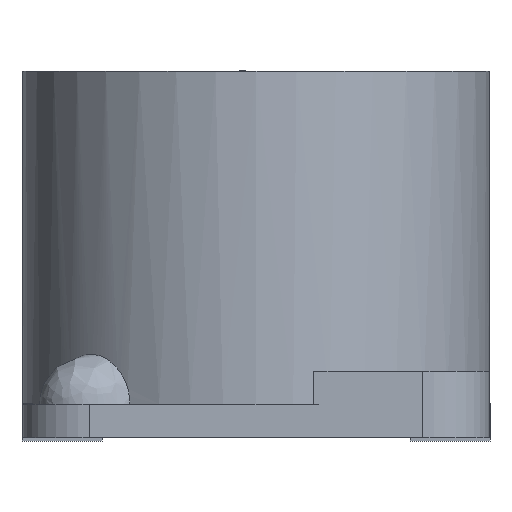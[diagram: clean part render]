
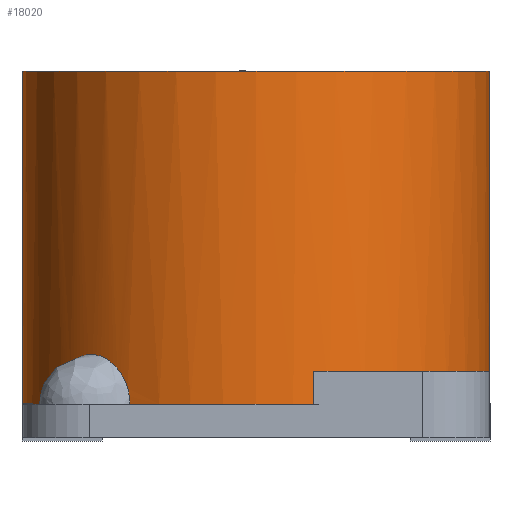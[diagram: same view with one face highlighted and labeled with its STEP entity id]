
A CAD part, front view. The second image highlights one B-rep face of the part: STEP entity #18020.
In plain terms, the highlighted cylindrical face has radius 3.5 mm (diameter 7 mm), a partial arc.
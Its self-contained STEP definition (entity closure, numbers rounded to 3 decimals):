
#79 = AXIS2_PLACEMENT_3D ( 'NONE', #19139, #17727, #7089 ) ;
#232 = CARTESIAN_POINT ( 'NONE',  ( -2.946, -1.89, 0.748 ) ) ;
#702 = VECTOR ( 'NONE', #2282, 1000. ) ;
#951 = EDGE_LOOP ( 'NONE', ( #12398, #15391, #1175, #3567, #11431, #16154, #3321, #3852, #16456, #1890, #11948 ) ) ;
#1175 = ORIENTED_EDGE ( 'NONE', *, *, #15975, .T. ) ;
#1503 = CARTESIAN_POINT ( 'NONE',  ( -2.128, -2.779, 1.149 ) ) ;
#1672 = EDGE_CURVE ( 'NONE', #16750, #8932, #3089, .T. ) ;
#1703 = VERTEX_POINT ( 'NONE', #14042 ) ;
#1824 = EDGE_CURVE ( 'NONE', #15713, #1703, #8750, .T. ) ;
#1890 = ORIENTED_EDGE ( 'NONE', *, *, #10173, .T. ) ;
#2123 = VERTEX_POINT ( 'NONE', #10747 ) ;
#2244 = VERTEX_POINT ( 'NONE', #5629 ) ;
#2275 = DIRECTION ( 'NONE',  ( 1., 0., 0. ) ) ;
#2282 = DIRECTION ( 'NONE',  ( 0., 0., -1. ) ) ;
#2313 = VECTOR ( 'NONE', #13122, 1000. ) ;
#2691 = CARTESIAN_POINT ( 'NONE',  ( 3.354, -1., 0.56 ) ) ;
#2974 = CARTESIAN_POINT ( 'NONE',  ( -2.195, -2.728, 1.205 ) ) ;
#3089 = CIRCLE ( 'NONE', #14979, 3.5 ) ;
#3163 = CARTESIAN_POINT ( 'NONE',  ( -2.728, -2.195, 1.206 ) ) ;
#3316 = CARTESIAN_POINT ( 'NONE',  ( 3.354, -1., 0.55 ) ) ;
#3321 = ORIENTED_EDGE ( 'NONE', *, *, #16225, .F. ) ;
#3567 = ORIENTED_EDGE ( 'NONE', *, *, #15735, .F. ) ;
#3852 = ORIENTED_EDGE ( 'NONE', *, *, #1672, .T. ) ;
#3912 = LINE ( 'NONE', #11651, #2313 ) ;
#4064 = DIRECTION ( 'NONE',  ( 1., 0., 0. ) ) ;
#4145 = AXIS2_PLACEMENT_3D ( 'NONE', #4735, #13763, #9352 ) ;
#4503 = CARTESIAN_POINT ( 'NONE',  ( -3.5, 0., 0.56 ) ) ;
#4598 = EDGE_CURVE ( 'NONE', #19141, #6950, #7956, .T. ) ;
#4735 = CARTESIAN_POINT ( 'NONE',  ( 0., 0., 0.55 ) ) ;
#4907 = VERTEX_POINT ( 'NONE', #17477 ) ;
#5107 = AXIS2_PLACEMENT_3D ( 'NONE', #8874, #14676, #4064 ) ;
#5196 = CARTESIAN_POINT ( 'NONE',  ( 0., 0., 5.55 ) ) ;
#5211 = CARTESIAN_POINT ( 'NONE',  ( 0., 0., 0.55 ) ) ;
#5398 = CIRCLE ( 'NONE', #16389, 3.5 ) ;
#5404 = CARTESIAN_POINT ( 'NONE',  ( 0., -3.5, 0.55 ) ) ;
#5480 = DIRECTION ( 'NONE',  ( 1., 0., 0. ) ) ;
#5629 = CARTESIAN_POINT ( 'NONE',  ( -3.354, -1., 0.56 ) ) ;
#6561 = DIRECTION ( 'NONE',  ( 1., 0., 0. ) ) ;
#6778 = LINE ( 'NONE', #14453, #17448 ) ;
#6950 = VERTEX_POINT ( 'NONE', #2691 ) ;
#7089 = DIRECTION ( 'NONE',  ( -1., 0., 0. ) ) ;
#7452 = CARTESIAN_POINT ( 'NONE',  ( -2.779, -2.129, 1.15 ) ) ;
#7757 = DIRECTION ( 'NONE',  ( 0., 0., 1. ) ) ;
#7777 = VERTEX_POINT ( 'NONE', #3316 ) ;
#7956 = CIRCLE ( 'NONE', #16437, 3.5 ) ;
#8750 = CIRCLE ( 'NONE', #9370, 3.5 ) ;
#8874 = CARTESIAN_POINT ( 'NONE',  ( 0., 0., 0.56 ) ) ;
#8932 = VERTEX_POINT ( 'NONE', #5404 ) ;
#9085 = CARTESIAN_POINT ( 'NONE',  ( -1.89, -2.946, 0.55 ) ) ;
#9352 = DIRECTION ( 'NONE',  ( 1., 0., 0. ) ) ;
#9370 = AXIS2_PLACEMENT_3D ( 'NONE', #5211, #14905, #17214 ) ;
#9548 = DIRECTION ( 'NONE',  ( 0., 0., -1. ) ) ;
#10173 = EDGE_CURVE ( 'NONE', #7777, #6950, #15232, .T. ) ;
#10507 = CARTESIAN_POINT ( 'NONE',  ( -2.903, -1.96, 0.941 ) ) ;
#10597 = CARTESIAN_POINT ( 'NONE',  ( -1.89, -2.946, 0.55 ) ) ;
#10695 = CARTESIAN_POINT ( 'NONE',  ( -1.907, -2.935, 0.746 ) ) ;
#10747 = CARTESIAN_POINT ( 'NONE',  ( -3.5, 0., 5.55 ) ) ;
#11431 = ORIENTED_EDGE ( 'NONE', *, *, #12432, .T. ) ;
#11476 = DIRECTION ( 'NONE',  ( 0., 0., 1. ) ) ;
#11513 = CARTESIAN_POINT ( 'NONE',  ( -3.354, -1., 0.55 ) ) ;
#11651 = CARTESIAN_POINT ( 'NONE',  ( -3.354, -1., 5.55 ) ) ;
#11672 = EDGE_CURVE ( 'NONE', #4907, #19141, #6778, .T. ) ;
#11948 = ORIENTED_EDGE ( 'NONE', *, *, #4598, .F. ) ;
#12074 = CARTESIAN_POINT ( 'NONE',  ( -1.89, -2.946, 0.649 ) ) ;
#12093 = EDGE_CURVE ( 'NONE', #2123, #4907, #5398, .T. ) ;
#12176 = CARTESIAN_POINT ( 'NONE',  ( 3.354, -1., 5.55 ) ) ;
#12254 = CARTESIAN_POINT ( 'NONE',  ( -2.61, -2.334, 1.281 ) ) ;
#12398 = ORIENTED_EDGE ( 'NONE', *, *, #11672, .F. ) ;
#12432 = EDGE_CURVE ( 'NONE', #2244, #15713, #3912, .T. ) ;
#13122 = DIRECTION ( 'NONE',  ( 0., 0., -1. ) ) ;
#13763 = DIRECTION ( 'NONE',  ( 0., 0., 1. ) ) ;
#14042 = CARTESIAN_POINT ( 'NONE',  ( -2.946, -1.89, 0.55 ) ) ;
#14345 = VERTEX_POINT ( 'NONE', #4503 ) ;
#14430 = CARTESIAN_POINT ( 'NONE',  ( 0., 0., 0.55 ) ) ;
#14437 = DIRECTION ( 'NONE',  ( 0., 0., -1. ) ) ;
#14453 = CARTESIAN_POINT ( 'NONE',  ( 3.5, 0., 5.55 ) ) ;
#14676 = DIRECTION ( 'NONE',  ( 0., 0., -1. ) ) ;
#14832 = CARTESIAN_POINT ( 'NONE',  ( 3.5, 0., 0.56 ) ) ;
#14834 = CARTESIAN_POINT ( 'NONE',  ( -2.332, -2.611, 1.28 ) ) ;
#14905 = DIRECTION ( 'NONE',  ( 0., 0., 1. ) ) ;
#14927 = CARTESIAN_POINT ( 'NONE',  ( -2.544, -2.406, 1.3 ) ) ;
#14979 = AXIS2_PLACEMENT_3D ( 'NONE', #14430, #11476, #5480 ) ;
#15117 = CARTESIAN_POINT ( 'NONE',  ( -2.016, -2.862, 1.011 ) ) ;
#15232 = LINE ( 'NONE', #12176, #17444 ) ;
#15391 = ORIENTED_EDGE ( 'NONE', *, *, #12093, .F. ) ;
#15616 = LINE ( 'NONE', #18816, #702 ) ;
#15710 = CARTESIAN_POINT ( 'NONE',  ( 0., 0., 0.56 ) ) ;
#15713 = VERTEX_POINT ( 'NONE', #11513 ) ;
#15733 = CIRCLE ( 'NONE', #4145, 3.5 ) ;
#15735 = EDGE_CURVE ( 'NONE', #2244, #14345, #17031, .T. ) ;
#15950 = EDGE_CURVE ( 'NONE', #8932, #7777, #15733, .T. ) ;
#15975 = EDGE_CURVE ( 'NONE', #2123, #14345, #15616, .T. ) ;
#16154 = ORIENTED_EDGE ( 'NONE', *, *, #1824, .T. ) ;
#16225 = EDGE_CURVE ( 'NONE', #16750, #1703, #18034, .T. ) ;
#16389 = AXIS2_PLACEMENT_3D ( 'NONE', #5196, #17198, #6561 ) ;
#16437 = AXIS2_PLACEMENT_3D ( 'NONE', #15710, #14437, #2275 ) ;
#16456 = ORIENTED_EDGE ( 'NONE', *, *, #15950, .T. ) ;
#16598 = CARTESIAN_POINT ( 'NONE',  ( -2.405, -2.545, 1.3 ) ) ;
#16750 = VERTEX_POINT ( 'NONE', #9085 ) ;
#17016 = CYLINDRICAL_SURFACE ( 'NONE', #79, 3.5 ) ;
#17031 = CIRCLE ( 'NONE', #5107, 3.5 ) ;
#17198 = DIRECTION ( 'NONE',  ( 0., 0., 1. ) ) ;
#17214 = DIRECTION ( 'NONE',  ( 1., 0., 0. ) ) ;
#17444 = VECTOR ( 'NONE', #7757, 1000. ) ;
#17448 = VECTOR ( 'NONE', #9548, 1000. ) ;
#17477 = CARTESIAN_POINT ( 'NONE',  ( 3.5, 0., 5.55 ) ) ;
#17727 = DIRECTION ( 'NONE',  ( 0., 0., -1. ) ) ;
#18020 = ADVANCED_FACE ( 'NONE', ( #18535 ), #17016, .T. ) ;
#18034 = B_SPLINE_CURVE_WITH_KNOTS ( 'NONE', 3,
 ( #10597, #12074, #10695, #18114, #15117, #1503, #2974, #14834, #16598, #14927, #12254, #3163, #7452, #10507, #232, #18305 ),
 .UNSPECIFIED., .F., .F.,
 ( 4, 2, 2, 2, 2, 2, 2, 4 ),
 ( 0., 0., 0.001, 0.001, 0.001, 0.001, 0.002, 0.002 ),
 .UNSPECIFIED. ) ;
#18114 = CARTESIAN_POINT ( 'NONE',  ( -1.97, -2.893, 0.928 ) ) ;
#18305 = CARTESIAN_POINT ( 'NONE',  ( -2.946, -1.89, 0.55 ) ) ;
#18535 = FACE_OUTER_BOUND ( 'NONE', #951, .T. ) ;
#18816 = CARTESIAN_POINT ( 'NONE',  ( -3.5, 0., 5.55 ) ) ;
#19139 = CARTESIAN_POINT ( 'NONE',  ( 0., 0., 5.55 ) ) ;
#19141 = VERTEX_POINT ( 'NONE', #14832 ) ;
